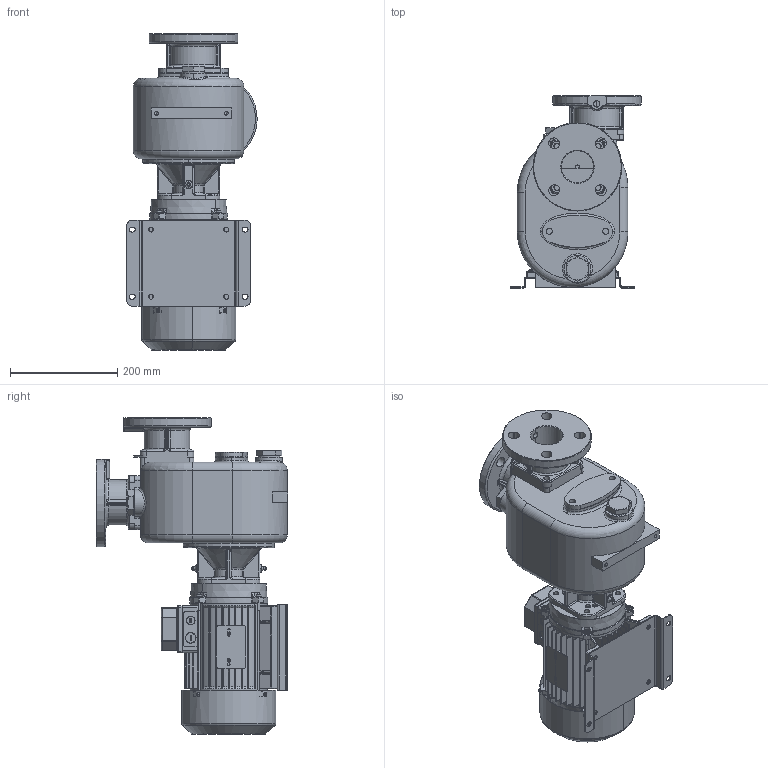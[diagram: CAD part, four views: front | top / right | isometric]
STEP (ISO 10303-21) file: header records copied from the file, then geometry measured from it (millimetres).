
FILE_DESCRIPTION((''),'2;1');
FILE_NAME('S_50_T_F','2020-03-17T17:22:59',('Nicola'),(''),'CREO PARAMETRIC BY PTC INC, 2019471','CREO PARAMETRIC BY PTC INC, 2019471','');
FILE_SCHEMA(('CONFIG_CONTROL_DESIGN'));
Products named in the file (1): S_50_T_F
Bounding box: 242.48 x 357 x 589 mm (x, y, z)
Volume: 13581955.7 mm3; surface area: 1085048.4 mm2
Topology: 7 solids, 7 shells, 4625 faces, 12094 edges, 7422 vertices
Faces by surface type: cylinder 1712, plane 1520, bspline 392, torus 386, cone 374, sphere 165, extrusion 76
Entity records: 208227 total; most frequent: CARTESIAN_POINT 97674, ORIENTED_EDGE 23822, DIRECTION 22369, EDGE_CURVE 11911, AXIS2_PLACEMENT_3D 8580, VERTEX_POINT 7422, VECTOR 5209, LINE 5133
